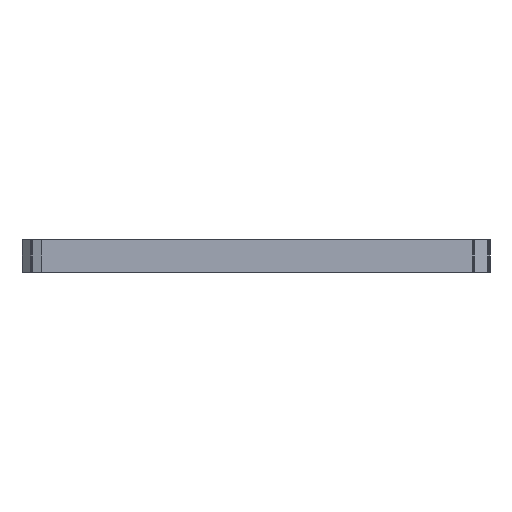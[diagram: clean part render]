
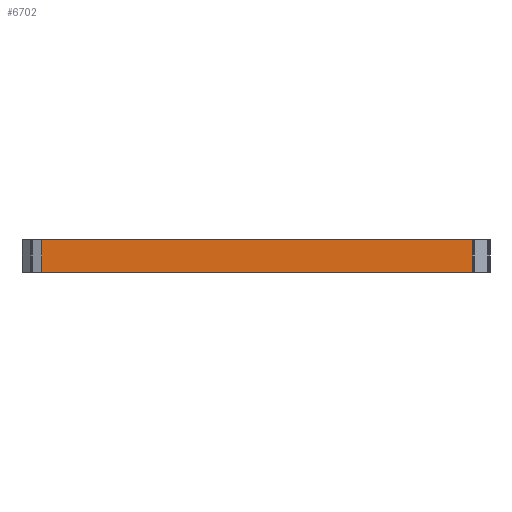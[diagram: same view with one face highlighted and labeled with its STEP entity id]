
A CAD part, left-side view. The second image highlights one B-rep face of the part: STEP entity #6702.
In plain terms, the highlighted free-form (B-spline) face has degree [1, 1] with [2, 2] control points.
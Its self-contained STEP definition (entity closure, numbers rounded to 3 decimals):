
#67 = B_SPLINE_SURFACE_WITH_KNOTS('',1,1,(
    (#68,#69)
    ,(#70,#71
    )),.UNSPECIFIED.,.F.,.F.,.F.,(2,2),(2,2),(-5753.503,
    5730.552),(-2513.236,2510.818),
  .PIECEWISE_BEZIER_KNOTS.);
#68 = CARTESIAN_POINT('',(289.041,-3.036,8.89
    ));
#69 = CARTESIAN_POINT('',(289.041,124.575,8.89
    ));
#70 = CARTESIAN_POINT('',(-2.655,-3.036,8.89
    ));
#71 = CARTESIAN_POINT('',(-2.655,124.575,8.89
    ));
#115 = B_SPLINE_SURFACE_WITH_KNOTS('',1,1,(
    (#116,#117)
    ,(#118,#119
    )),.UNSPECIFIED.,.F.,.F.,.F.,(2,2),(2,2),(-5753.503,
    5730.552),(-2513.236,2510.818),
  .PIECEWISE_BEZIER_KNOTS.);
#116 = CARTESIAN_POINT('',(289.041,-3.036,0.));
#117 = CARTESIAN_POINT('',(289.041,124.575,0.));
#118 = CARTESIAN_POINT('',(-2.655,-3.036,0.));
#119 = CARTESIAN_POINT('',(-2.655,124.575,0.));
#386 = VERTEX_POINT('',#387);
#387 = CARTESIAN_POINT('',(-2.02,1.629,0.));
#399 = B_SPLINE_SURFACE_WITH_KNOTS('',1,1,(
    (#400,#401)
    ,(#402,#403
    )),.UNSPECIFIED.,.F.,.F.,.F.,(2,2),(2,2),(0.,1.826),(-350.,
    0.),.PIECEWISE_BEZIER_KNOTS.);
#400 = CARTESIAN_POINT('',(-2.018,1.583,8.89
    ));
#401 = CARTESIAN_POINT('',(-2.018,1.583,0.));
#402 = CARTESIAN_POINT('',(-2.02,1.629,8.89)
  );
#403 = CARTESIAN_POINT('',(-2.02,1.629,0.));
#410 = EDGE_CURVE('',#386,#411,#413,.T.);
#411 = VERTEX_POINT('',#412);
#412 = CARTESIAN_POINT('',(-2.655,119.122,0.));
#413 = SURFACE_CURVE('',#414,(#417,#423),.PCURVE_S1.);
#414 = B_SPLINE_CURVE_WITH_KNOTS('',1,(#415,#416),.UNSPECIFIED.,.F.,.F.,
  (2,2),(0.,4625.767),.PIECEWISE_BEZIER_KNOTS.);
#415 = CARTESIAN_POINT('',(-2.02,1.629,0.));
#416 = CARTESIAN_POINT('',(-2.655,119.122,0.));
#417 = PCURVE('',#115,#418);
#418 = DEFINITIONAL_REPRESENTATION('',(#419),#422);
#419 = B_SPLINE_CURVE_WITH_KNOTS('',1,(#420,#421),.UNSPECIFIED.,.F.,.F.,
  (2,2),(0.,4625.767),.PIECEWISE_BEZIER_KNOTS.);
#420 = CARTESIAN_POINT('',(5705.552,-2329.569));
#421 = CARTESIAN_POINT('',(5730.552,2296.131));
#422 = ( GEOMETRIC_REPRESENTATION_CONTEXT(2) 
PARAMETRIC_REPRESENTATION_CONTEXT() REPRESENTATION_CONTEXT('2D SPACE',''
  ) );
#423 = PCURVE('',#424,#429);
#424 = B_SPLINE_SURFACE_WITH_KNOTS('',1,1,(
    (#425,#426)
    ,(#427,#428
    )),.UNSPECIFIED.,.F.,.F.,.F.,(2,2),(2,2),(0.,4625.767),(
    -350.,0.),.PIECEWISE_BEZIER_KNOTS.);
#425 = CARTESIAN_POINT('',(-2.02,1.629,8.89)
  );
#426 = CARTESIAN_POINT('',(-2.02,1.629,0.));
#427 = CARTESIAN_POINT('',(-2.655,119.122,8.89
    ));
#428 = CARTESIAN_POINT('',(-2.655,119.122,0.));
#429 = DEFINITIONAL_REPRESENTATION('',(#430),#433);
#430 = B_SPLINE_CURVE_WITH_KNOTS('',1,(#431,#432),.UNSPECIFIED.,.F.,.F.,
  (2,2),(0.,4625.767),.PIECEWISE_BEZIER_KNOTS.);
#431 = CARTESIAN_POINT('',(0.,0.));
#432 = CARTESIAN_POINT('',(4625.767,0.));
#433 = ( GEOMETRIC_REPRESENTATION_CONTEXT(2) 
PARAMETRIC_REPRESENTATION_CONTEXT() REPRESENTATION_CONTEXT('2D SPACE',''
  ) );
#449 = B_SPLINE_SURFACE_WITH_KNOTS('',1,1,(
    (#450,#451)
    ,(#452,#453
    )),.UNSPECIFIED.,.F.,.F.,.F.,(2,2),(2,2),(0.,1.848),(-350.,
    0.),.PIECEWISE_BEZIER_KNOTS.);
#450 = CARTESIAN_POINT('',(-2.655,119.122,8.89
    ));
#451 = CARTESIAN_POINT('',(-2.655,119.122,0.));
#452 = CARTESIAN_POINT('',(-2.654,119.169,8.89
    ));
#453 = CARTESIAN_POINT('',(-2.654,119.169,0.));
#3485 = VERTEX_POINT('',#3486);
#3486 = CARTESIAN_POINT('',(-2.02,1.629,8.89
    ));
#3504 = EDGE_CURVE('',#3485,#3505,#3507,.T.);
#3505 = VERTEX_POINT('',#3506);
#3506 = CARTESIAN_POINT('',(-2.655,119.122,
    8.89));
#3507 = SURFACE_CURVE('',#3508,(#3511,#3517),.PCURVE_S1.);
#3508 = B_SPLINE_CURVE_WITH_KNOTS('',1,(#3509,#3510),.UNSPECIFIED.,.F.,
  .F.,(2,2),(0.,4625.767),.PIECEWISE_BEZIER_KNOTS.);
#3509 = CARTESIAN_POINT('',(-2.02,1.629,8.89
    ));
#3510 = CARTESIAN_POINT('',(-2.655,119.122,
    8.89));
#3511 = PCURVE('',#67,#3512);
#3512 = DEFINITIONAL_REPRESENTATION('',(#3513),#3516);
#3513 = B_SPLINE_CURVE_WITH_KNOTS('',1,(#3514,#3515),.UNSPECIFIED.,.F.,
  .F.,(2,2),(0.,4625.767),.PIECEWISE_BEZIER_KNOTS.);
#3514 = CARTESIAN_POINT('',(5705.552,-2329.569));
#3515 = CARTESIAN_POINT('',(5730.552,2296.131));
#3516 = ( GEOMETRIC_REPRESENTATION_CONTEXT(2) 
PARAMETRIC_REPRESENTATION_CONTEXT() REPRESENTATION_CONTEXT('2D SPACE',''
  ) );
#3517 = PCURVE('',#424,#3518);
#3518 = DEFINITIONAL_REPRESENTATION('',(#3519),#3522);
#3519 = B_SPLINE_CURVE_WITH_KNOTS('',1,(#3520,#3521),.UNSPECIFIED.,.F.,
  .F.,(2,2),(0.,4625.767),.PIECEWISE_BEZIER_KNOTS.);
#3520 = CARTESIAN_POINT('',(0.,-350.));
#3521 = CARTESIAN_POINT('',(4625.767,-350.));
#3522 = ( GEOMETRIC_REPRESENTATION_CONTEXT(2) 
PARAMETRIC_REPRESENTATION_CONTEXT() REPRESENTATION_CONTEXT('2D SPACE',''
  ) );
#6684 = EDGE_CURVE('',#386,#3485,#6685,.T.);
#6685 = SURFACE_CURVE('',#6686,(#6689,#6695),.PCURVE_S1.);
#6686 = B_SPLINE_CURVE_WITH_KNOTS('',1,(#6687,#6688),.UNSPECIFIED.,.F.,
  .F.,(2,2),(0.,350.),.PIECEWISE_BEZIER_KNOTS.);
#6687 = CARTESIAN_POINT('',(-2.02,1.629,0.));
#6688 = CARTESIAN_POINT('',(-2.02,1.629,8.89
    ));
#6689 = PCURVE('',#399,#6690);
#6690 = DEFINITIONAL_REPRESENTATION('',(#6691),#6694);
#6691 = B_SPLINE_CURVE_WITH_KNOTS('',1,(#6692,#6693),.UNSPECIFIED.,.F.,
  .F.,(2,2),(0.,350.),.PIECEWISE_BEZIER_KNOTS.);
#6692 = CARTESIAN_POINT('',(1.826,0.));
#6693 = CARTESIAN_POINT('',(1.826,-350.));
#6694 = ( GEOMETRIC_REPRESENTATION_CONTEXT(2) 
PARAMETRIC_REPRESENTATION_CONTEXT() REPRESENTATION_CONTEXT('2D SPACE',''
  ) );
#6695 = PCURVE('',#424,#6696);
#6696 = DEFINITIONAL_REPRESENTATION('',(#6697),#6700);
#6697 = B_SPLINE_CURVE_WITH_KNOTS('',1,(#6698,#6699),.UNSPECIFIED.,.F.,
  .F.,(2,2),(0.,350.),.PIECEWISE_BEZIER_KNOTS.);
#6698 = CARTESIAN_POINT('',(0.,0.));
#6699 = CARTESIAN_POINT('',(0.,-350.));
#6700 = ( GEOMETRIC_REPRESENTATION_CONTEXT(2) 
PARAMETRIC_REPRESENTATION_CONTEXT() REPRESENTATION_CONTEXT('2D SPACE',''
  ) );
#6702 = ADVANCED_FACE('',(#6703),#424,.T.);
#6703 = FACE_BOUND('',#6704,.T.);
#6704 = EDGE_LOOP('',(#6705,#6706,#6707,#6725));
#6705 = ORIENTED_EDGE('',*,*,#6684,.T.);
#6706 = ORIENTED_EDGE('',*,*,#3504,.T.);
#6707 = ORIENTED_EDGE('',*,*,#6708,.F.);
#6708 = EDGE_CURVE('',#411,#3505,#6709,.T.);
#6709 = SURFACE_CURVE('',#6710,(#6713,#6719),.PCURVE_S1.);
#6710 = B_SPLINE_CURVE_WITH_KNOTS('',1,(#6711,#6712),.UNSPECIFIED.,.F.,
  .F.,(2,2),(0.,350.),.PIECEWISE_BEZIER_KNOTS.);
#6711 = CARTESIAN_POINT('',(-2.655,119.122,0.));
#6712 = CARTESIAN_POINT('',(-2.655,119.122,
    8.89));
#6713 = PCURVE('',#424,#6714);
#6714 = DEFINITIONAL_REPRESENTATION('',(#6715),#6718);
#6715 = B_SPLINE_CURVE_WITH_KNOTS('',1,(#6716,#6717),.UNSPECIFIED.,.F.,
  .F.,(2,2),(0.,350.),.PIECEWISE_BEZIER_KNOTS.);
#6716 = CARTESIAN_POINT('',(4625.767,0.));
#6717 = CARTESIAN_POINT('',(4625.767,-350.));
#6718 = ( GEOMETRIC_REPRESENTATION_CONTEXT(2) 
PARAMETRIC_REPRESENTATION_CONTEXT() REPRESENTATION_CONTEXT('2D SPACE',''
  ) );
#6719 = PCURVE('',#449,#6720);
#6720 = DEFINITIONAL_REPRESENTATION('',(#6721),#6724);
#6721 = B_SPLINE_CURVE_WITH_KNOTS('',1,(#6722,#6723),.UNSPECIFIED.,.F.,
  .F.,(2,2),(0.,350.),.PIECEWISE_BEZIER_KNOTS.);
#6722 = CARTESIAN_POINT('',(0.,0.));
#6723 = CARTESIAN_POINT('',(0.,-350.));
#6724 = ( GEOMETRIC_REPRESENTATION_CONTEXT(2) 
PARAMETRIC_REPRESENTATION_CONTEXT() REPRESENTATION_CONTEXT('2D SPACE',''
  ) );
#6725 = ORIENTED_EDGE('',*,*,#410,.F.);
